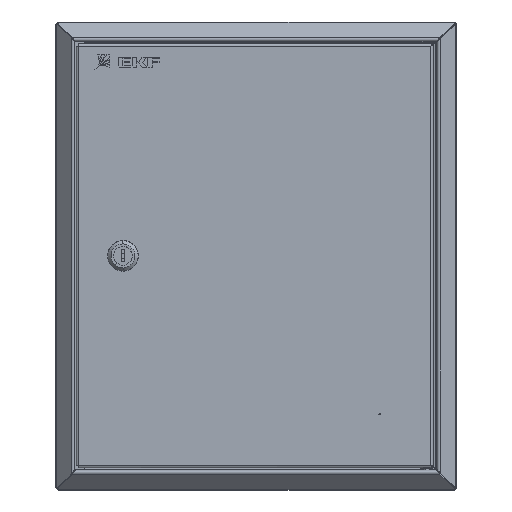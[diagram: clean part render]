
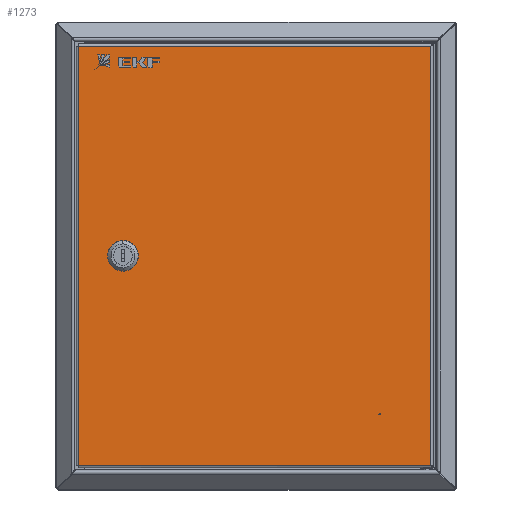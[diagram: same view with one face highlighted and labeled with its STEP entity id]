
A CAD part, top view. The second image highlights one B-rep face of the part: STEP entity #1273.
In plain terms, the highlighted planar face has unit normal (0, 0, 1).
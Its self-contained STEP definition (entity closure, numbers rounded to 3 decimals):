
#187 = EDGE_CURVE ( 'NONE', #12326, #2889, #14749, .T. ) ;
#210 = LINE ( 'NONE', #10127, #9466 ) ;
#794 = LINE ( 'NONE', #21600, #5122 ) ;
#814 = FACE_BOUND ( 'NONE', #11296, .T. ) ;
#1198 = CARTESIAN_POINT ( 'NONE',  ( 24.8, 162.279, 0. ) ) ;
#1273 = ADVANCED_FACE ( 'NONE', ( #24101, #814, #17656 ), #1909, .F. ) ;
#1552 = CARTESIAN_POINT ( 'NONE',  ( 0., 0., 0. ) ) ;
#1720 = DIRECTION ( 'NONE',  ( -1., 0., 0. ) ) ;
#1840 = DIRECTION ( 'NONE',  ( -1., 0., 0. ) ) ;
#1909 = PLANE ( 'NONE',  #12979 ) ;
#2029 = CARTESIAN_POINT ( 'NONE',  ( 0., 0., 0. ) ) ;
#2231 = DIRECTION ( 'NONE',  ( 0., 0., -1. ) ) ;
#2349 = LINE ( 'NONE', #23086, #24264 ) ;
#2726 = VERTEX_POINT ( 'NONE', #12325 ) ;
#2870 = CARTESIAN_POINT ( 'NONE',  ( 263.7, 0.877, 0. ) ) ;
#2889 = VERTEX_POINT ( 'NONE', #3453 ) ;
#3116 = DIRECTION ( 'NONE',  ( 0., 0., 1. ) ) ;
#3225 = VECTOR ( 'NONE', #13876, 1000. ) ;
#3453 = CARTESIAN_POINT ( 'NONE',  ( 263.7, 315.56, 0. ) ) ;
#3576 = CARTESIAN_POINT ( 'NONE',  ( 33.3, 158.63, 0. ) ) ;
#3814 = CARTESIAN_POINT ( 'NONE',  ( 225.9, 40., 0. ) ) ;
#3881 = LINE ( 'NONE', #7537, #3225 ) ;
#4320 = CARTESIAN_POINT ( 'NONE',  ( 263.7, 1.7, 0. ) ) ;
#4454 = LINE ( 'NONE', #1552, #27078 ) ;
#4485 = ORIENTED_EDGE ( 'NONE', *, *, #11945, .T. ) ;
#5122 = VECTOR ( 'NONE', #23768, 1000. ) ;
#5126 = AXIS2_PLACEMENT_3D ( 'NONE', #21392, #8628, #23533 ) ;
#5199 = EDGE_CURVE ( 'NONE', #27155, #9285, #27347, .T. ) ;
#5343 = DIRECTION ( 'NONE',  ( 0., -1., 0. ) ) ;
#5357 = VERTEX_POINT ( 'NONE', #6301 ) ;
#5686 = EDGE_LOOP ( 'NONE', ( #20947, #4485 ) ) ;
#6301 = CARTESIAN_POINT ( 'NONE',  ( 41.8, 162.279, 0. ) ) ;
#6560 = CIRCLE ( 'NONE', #19393, 0.5 ) ;
#6730 = ORIENTED_EDGE ( 'NONE', *, *, #5199, .F. ) ;
#7537 = CARTESIAN_POINT ( 'NONE',  ( 41.8, 162.279, 0. ) ) ;
#7722 = ORIENTED_EDGE ( 'NONE', *, *, #21329, .T. ) ;
#7741 = EDGE_CURVE ( 'NONE', #2726, #16949, #6560, .T. ) ;
#8476 = VECTOR ( 'NONE', #23048, 1000. ) ;
#8628 = DIRECTION ( 'NONE',  ( 0., 0., 1. ) ) ;
#9285 = VERTEX_POINT ( 'NONE', #20896 ) ;
#9466 = VECTOR ( 'NONE', #1720, 1000. ) ;
#9837 = ORIENTED_EDGE ( 'NONE', *, *, #24715, .T. ) ;
#10127 = CARTESIAN_POINT ( 'NONE',  ( 264.523, 315.56, 0. ) ) ;
#10772 = EDGE_CURVE ( 'NONE', #11748, #27360, #4454, .T. ) ;
#11240 = CARTESIAN_POINT ( 'NONE',  ( 225.4, 40., 0. ) ) ;
#11296 = EDGE_LOOP ( 'NONE', ( #16087, #23862, #12027, #6730 ) ) ;
#11748 = VERTEX_POINT ( 'NONE', #18618 ) ;
#11945 = EDGE_CURVE ( 'NONE', #16949, #2726, #22979, .T. ) ;
#12027 = ORIENTED_EDGE ( 'NONE', *, *, #13116, .F. ) ;
#12326 = VERTEX_POINT ( 'NONE', #4320 ) ;
#12325 = CARTESIAN_POINT ( 'NONE',  ( 224.9, 40., 0. ) ) ;
#12979 = AXIS2_PLACEMENT_3D ( 'NONE', #2029, #2231, #1840 ) ;
#13116 = EDGE_CURVE ( 'NONE', #9285, #5357, #3881, .T. ) ;
#13290 = CIRCLE ( 'NONE', #5126, 9.25 ) ;
#13482 = DIRECTION ( 'NONE',  ( -1., 0., 0. ) ) ;
#13507 = DIRECTION ( 'NONE',  ( 0., 0., -1. ) ) ;
#13534 = CARTESIAN_POINT ( 'NONE',  ( 225.4, 40., 0. ) ) ;
#13876 = DIRECTION ( 'NONE',  ( 0., 1., 0. ) ) ;
#14749 = LINE ( 'NONE', #2870, #8476 ) ;
#16027 = EDGE_CURVE ( 'NONE', #5357, #17530, #13290, .T. ) ;
#16077 = CARTESIAN_POINT ( 'NONE',  ( 24.8, 154.981, 0. ) ) ;
#16087 = ORIENTED_EDGE ( 'NONE', *, *, #22685, .F. ) ;
#16670 = DIRECTION ( 'NONE',  ( 1., 0., 0. ) ) ;
#16949 = VERTEX_POINT ( 'NONE', #3814 ) ;
#17530 = VERTEX_POINT ( 'NONE', #1198 ) ;
#17656 = FACE_OUTER_BOUND ( 'NONE', #18067, .T. ) ;
#18067 = EDGE_LOOP ( 'NONE', ( #24169, #7722, #21691, #9837 ) ) ;
#18618 = CARTESIAN_POINT ( 'NONE',  ( 0., 315.56, 0. ) ) ;
#18748 = CARTESIAN_POINT ( 'NONE',  ( 0., 1.7, 0. ) ) ;
#19305 = AXIS2_PLACEMENT_3D ( 'NONE', #3576, #3116, #23100 ) ;
#19393 = AXIS2_PLACEMENT_3D ( 'NONE', #11240, #19748, #19919 ) ;
#19748 = DIRECTION ( 'NONE',  ( 0., 0., -1. ) ) ;
#19919 = DIRECTION ( 'NONE',  ( -1., 0., 0. ) ) ;
#20896 = CARTESIAN_POINT ( 'NONE',  ( 41.8, 154.981, 0. ) ) ;
#20947 = ORIENTED_EDGE ( 'NONE', *, *, #7741, .T. ) ;
#21329 = EDGE_CURVE ( 'NONE', #2889, #11748, #210, .T. ) ;
#21392 = CARTESIAN_POINT ( 'NONE',  ( 33.3, 158.63, 0. ) ) ;
#21462 = AXIS2_PLACEMENT_3D ( 'NONE', #13534, #13507, #13482 ) ;
#21600 = CARTESIAN_POINT ( 'NONE',  ( 24.8, 162.279, 0. ) ) ;
#21691 = ORIENTED_EDGE ( 'NONE', *, *, #10772, .T. ) ;
#22685 = EDGE_CURVE ( 'NONE', #17530, #27155, #794, .T. ) ;
#22979 = CIRCLE ( 'NONE', #21462, 0.5 ) ;
#23048 = DIRECTION ( 'NONE',  ( 0., 1., 0. ) ) ;
#23086 = CARTESIAN_POINT ( 'NONE',  ( 0., 1.7, 0. ) ) ;
#23100 = DIRECTION ( 'NONE',  ( 1., 0., 0. ) ) ;
#23533 = DIRECTION ( 'NONE',  ( 1., 0., 0. ) ) ;
#23768 = DIRECTION ( 'NONE',  ( 0., -1., 0. ) ) ;
#23862 = ORIENTED_EDGE ( 'NONE', *, *, #16027, .F. ) ;
#24101 = FACE_BOUND ( 'NONE', #5686, .T. ) ;
#24169 = ORIENTED_EDGE ( 'NONE', *, *, #187, .T. ) ;
#24264 = VECTOR ( 'NONE', #16670, 1000. ) ;
#24715 = EDGE_CURVE ( 'NONE', #27360, #12326, #2349, .T. ) ;
#27078 = VECTOR ( 'NONE', #5343, 1000. ) ;
#27155 = VERTEX_POINT ( 'NONE', #16077 ) ;
#27347 = CIRCLE ( 'NONE', #19305, 9.25 ) ;
#27360 = VERTEX_POINT ( 'NONE', #18748 ) ;
